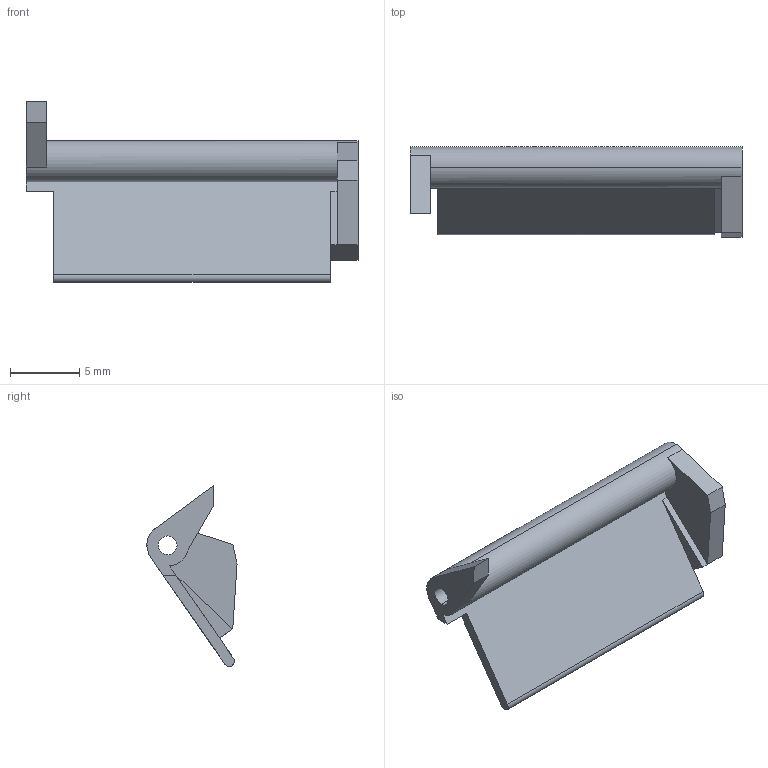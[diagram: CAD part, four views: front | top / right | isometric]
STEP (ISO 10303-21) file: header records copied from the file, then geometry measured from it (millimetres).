
FILE_DESCRIPTION (( 'STEP AP214' ), '1' );
FILE_NAME ('揤啣蜊.STEP', '2025-04-14T06:35:01', ( '' ), ( '' ), 'SwSTEP 2.0', 'SolidWorks 2024', '' );
FILE_SCHEMA (( 'AUTOMOTIVE_DESIGN' ));
Length unit declared in the file: millimetre
Products named in the file (1): 压板改
Bounding box: 24 x 6.51 x 13.08 mm (x, y, z)
Volume: 324.1 mm3; surface area: 795.6 mm2
Topology: 1 solids, 1 shells, 24 faces, 64 edges, 42 vertices
Faces by surface type: plane 18, cylinder 6
Entity records: 774 total; most frequent: CARTESIAN_POINT 131, DIRECTION 129, ORIENTED_EDGE 128, EDGE_CURVE 64, VECTOR 49, LINE 49, VERTEX_POINT 42, AXIS2_PLACEMENT_3D 40
